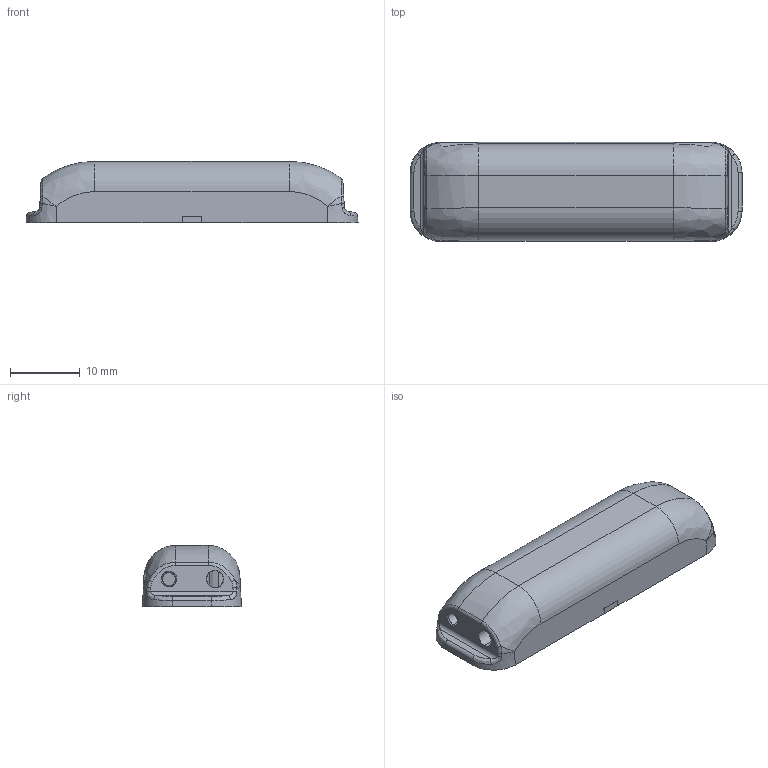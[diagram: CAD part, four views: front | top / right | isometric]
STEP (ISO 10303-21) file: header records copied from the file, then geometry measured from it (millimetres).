
FILE_DESCRIPTION (( 'STEP AP203' ), '1' );
FILE_NAME ('NNP-DWG-110-016-000 Pre-Molded Header, 2-Port.STEP', '2024-08-21T13:55:47', ( '' ), ( '' ), 'SwSTEP 2.0', 'SolidWorks 2024', '' );
FILE_SCHEMA (( 'CONFIG_CONTROL_DESIGN' ));
Length unit declared in the file: inch
Products named in the file (1): NNP-DWG-110-016-000 Pre-Molded Header, 2-Port
Bounding box: 47.65 x 14.25 x 8.76 mm (x, y, z)
Volume: 2260.2 mm3; surface area: 3469.3 mm2
Topology: 1 solids, 1 shells, 337 faces, 854 edges, 508 vertices
Faces by surface type: bspline 126, cylinder 78, plane 76, cone 30, torus 20, sphere 7
Entity records: 13075 total; most frequent: CARTESIAN_POINT 6135, ORIENTED_EDGE 1688, DIRECTION 1134, EDGE_CURVE 844, VERTEX_POINT 508, AXIS2_PLACEMENT_3D 430, EDGE_LOOP 352, ADVANCED_FACE 337
